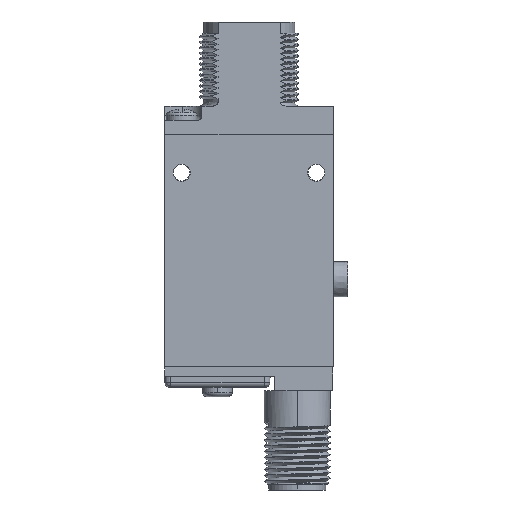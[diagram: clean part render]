
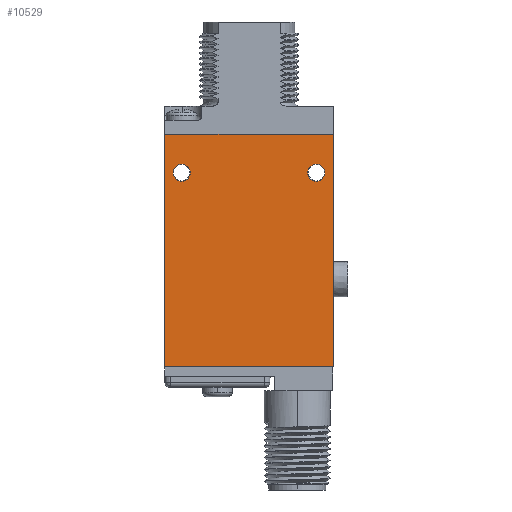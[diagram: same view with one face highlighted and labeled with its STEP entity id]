
A CAD part, left-side view. The second image highlights one B-rep face of the part: STEP entity #10529.
In plain terms, the highlighted planar face has unit normal (-1, 0, 0).
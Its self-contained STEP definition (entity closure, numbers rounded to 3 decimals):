
#1=DIRECTION('',(0.,-1.,0.));
#2=VECTOR('',#1,0.076);
#3=CARTESIAN_POINT('',(-6.02,-15.291,0.));
#4=LINE('',#3,#2);
#5=DIRECTION('',(0.,0.,-1.));
#6=VECTOR('',#5,42.164);
#7=CARTESIAN_POINT('',(-6.02,-15.367,0.));
#8=LINE('',#7,#6);
#9=DIRECTION('',(0.,1.,0.));
#10=VECTOR('',#9,30.785);
#11=CARTESIAN_POINT('',(-6.02,-15.367,-42.164));
#12=LINE('',#11,#10);
#13=DIRECTION('',(0.,0.,1.));
#14=VECTOR('',#13,42.164);
#15=CARTESIAN_POINT('',(-6.02,15.418,-42.164));
#16=LINE('',#15,#14);
#17=DIRECTION('',(0.,-1.,0.));
#18=VECTOR('',#17,0.127);
#19=CARTESIAN_POINT('',(-6.02,15.418,0.));
#20=LINE('',#19,#18);
#21=DIRECTION('',(0.,-1.,0.));
#22=VECTOR('',#21,30.582);
#23=CARTESIAN_POINT('',(-6.02,15.291,0.));
#24=LINE('',#23,#22);
#25=CARTESIAN_POINT('',(-6.02,12.243,-6.985));
#26=DIRECTION('',(1.,0.,0.));
#27=DIRECTION('',(0.,0.,-1.));
#28=AXIS2_PLACEMENT_3D('',#25,#26,#27);
#30=CARTESIAN_POINT('',(-6.02,12.243,-6.985));
#31=DIRECTION('',(1.,0.,0.));
#32=DIRECTION('',(0.,0.,1.));
#33=AXIS2_PLACEMENT_3D('',#30,#31,#32);
#35=CARTESIAN_POINT('',(-6.02,-12.192,-6.985));
#36=DIRECTION('',(1.,0.,0.));
#37=DIRECTION('',(0.,0.,-1.));
#38=AXIS2_PLACEMENT_3D('',#35,#36,#37);
#40=CARTESIAN_POINT('',(-6.02,-12.192,-6.985));
#41=DIRECTION('',(1.,0.,0.));
#42=DIRECTION('',(0.,0.,1.));
#43=AXIS2_PLACEMENT_3D('',#40,#41,#42);
#9622=CARTESIAN_POINT('',(-6.02,-15.367,0.));
#9623=CARTESIAN_POINT('',(-6.02,-15.367,-42.164));
#9624=VERTEX_POINT('',#9622);
#9625=VERTEX_POINT('',#9623);
#9626=CARTESIAN_POINT('',(-6.02,15.418,-42.164));
#9627=VERTEX_POINT('',#9626);
#9628=CARTESIAN_POINT('',(-6.02,15.418,0.));
#9629=VERTEX_POINT('',#9628);
#9638=CARTESIAN_POINT('',(-6.02,12.243,-8.535));
#9639=CARTESIAN_POINT('',(-6.02,12.243,-5.435));
#9640=VERTEX_POINT('',#9638);
#9641=VERTEX_POINT('',#9639);
#9642=CARTESIAN_POINT('',(-6.02,-12.192,-8.535));
#9643=CARTESIAN_POINT('',(-6.02,-12.192,-5.435));
#9644=VERTEX_POINT('',#9642);
#9645=VERTEX_POINT('',#9643);
#10050=CARTESIAN_POINT('',(-6.02,15.291,0.));
#10051=CARTESIAN_POINT('',(-6.02,-15.291,0.));
#10052=VERTEX_POINT('',#10050);
#10053=VERTEX_POINT('',#10051);
#10498=CARTESIAN_POINT('',(-6.02,-15.367,0.));
#10499=DIRECTION('',(1.,0.,0.));
#10500=DIRECTION('',(0.,0.,-1.));
#10501=AXIS2_PLACEMENT_3D('',#10498,#10499,#10500);
#10502=PLANE('',#10501);
#10504=ORIENTED_EDGE('',*,*,#10503,.T.);
#10506=ORIENTED_EDGE('',*,*,#10505,.T.);
#10508=ORIENTED_EDGE('',*,*,#10507,.T.);
#10510=ORIENTED_EDGE('',*,*,#10509,.T.);
#10512=ORIENTED_EDGE('',*,*,#10511,.T.);
#10514=ORIENTED_EDGE('',*,*,#10513,.T.);
#10515=EDGE_LOOP('',(#10504,#10506,#10508,#10510,#10512,#10514));
#10516=FACE_OUTER_BOUND('',#10515,.F.);
#10518=ORIENTED_EDGE('',*,*,#10517,.F.);
#10520=ORIENTED_EDGE('',*,*,#10519,.F.);
#10521=EDGE_LOOP('',(#10518,#10520));
#10522=FACE_BOUND('',#10521,.F.);
#10524=ORIENTED_EDGE('',*,*,#10523,.F.);
#10526=ORIENTED_EDGE('',*,*,#10525,.F.);
#10527=EDGE_LOOP('',(#10524,#10526));
#10528=FACE_BOUND('',#10527,.F.);
#10529=ADVANCED_FACE('',(#10516,#10522,#10528),#10502,.F.);
#29=CIRCLE('',#28,1.55);
#34=CIRCLE('',#33,1.55);
#39=CIRCLE('',#38,1.55);
#44=CIRCLE('',#43,1.55);
#10503=EDGE_CURVE('',#10053,#9624,#4,.T.);
#10505=EDGE_CURVE('',#9624,#9625,#8,.T.);
#10507=EDGE_CURVE('',#9625,#9627,#12,.T.);
#10509=EDGE_CURVE('',#9627,#9629,#16,.T.);
#10511=EDGE_CURVE('',#9629,#10052,#20,.T.);
#10513=EDGE_CURVE('',#10052,#10053,#24,.T.);
#10517=EDGE_CURVE('',#9640,#9641,#29,.T.);
#10519=EDGE_CURVE('',#9641,#9640,#34,.T.);
#10523=EDGE_CURVE('',#9644,#9645,#39,.T.);
#10525=EDGE_CURVE('',#9645,#9644,#44,.T.);
